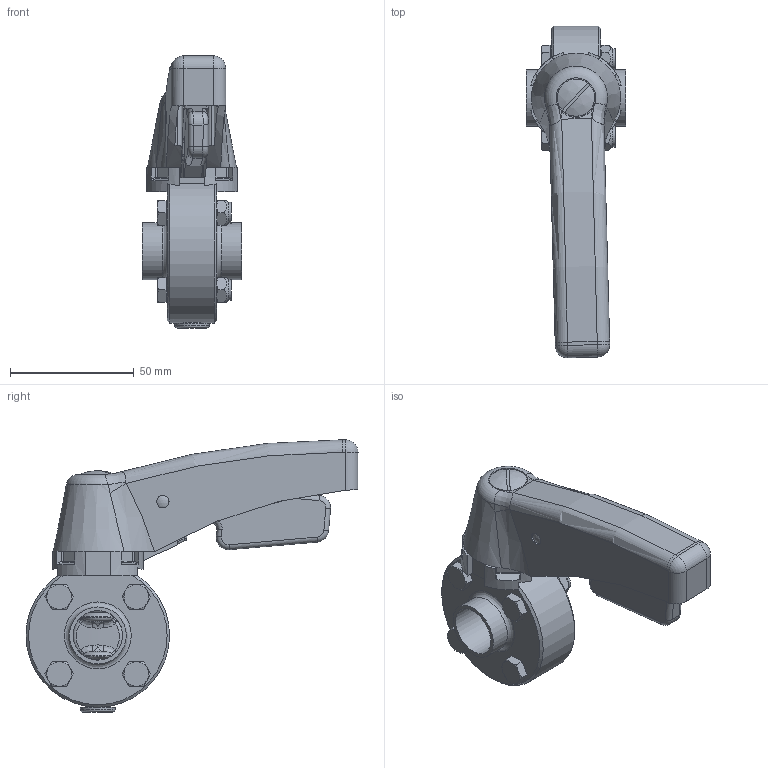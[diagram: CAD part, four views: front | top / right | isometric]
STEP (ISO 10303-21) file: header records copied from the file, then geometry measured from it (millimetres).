
FILE_DESCRIPTION((''),'2;1');
FILE_NAME('300204061_SV DN20 SS hb.stp','2012-10-26T09:33:48',('einbeck'),(''),'Autodesk Inventor 2010','Autodesk Inventor 2010','');
FILE_SCHEMA(('AUTOMOTIVE_DESIGN { 1 0 10303 214 1 1 1 1 }'));
Length unit declared in the file: millimetre
Products named in the file (1): 300204061_SV DN20 SS hb_Konturvereinfachung_1
Bounding box: 40 x 134.12 x 110 mm (x, y, z)
Volume: 113449.8 mm3; surface area: 46755.3 mm2
Topology: 1 solids, 12 shells, 628 faces, 1554 edges, 937 vertices
Faces by surface type: plane 237, cylinder 143, bspline 121, cone 84, torus 32, sphere 11
Full cylindrical faces by diameter (mm): 5 x5, 5.1 x1, 5.3 x1, 5.459 x4, 6 x4, 7.8 x1, 8 x2, 8.5 x4, 8.7 x4, 10 x2, 14 x1, 15 x1, 15.5 x1, 16 x2, 20 x2, 22 x1, 23 x2, 32 x2, 58 x1
Entity records: 21580 total; most frequent: CARTESIAN_POINT 7671, ORIENTED_EDGE 2792, DIRECTION 2621, EDGE_CURVE 1396, AXIS2_PLACEMENT_3D 1065, VERTEX_POINT 885, EDGE_LOOP 759, FACE_OUTER_BOUND 628
